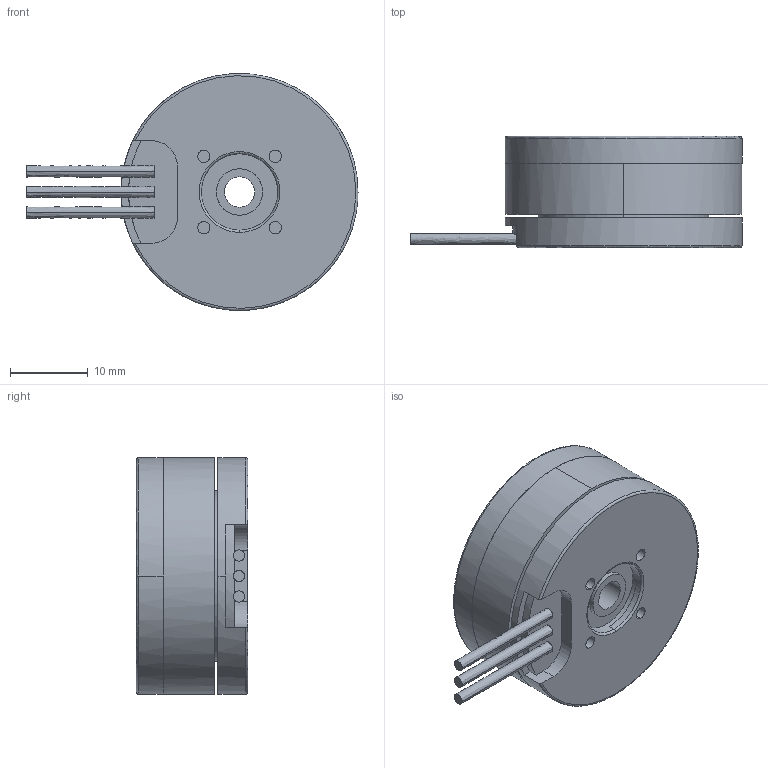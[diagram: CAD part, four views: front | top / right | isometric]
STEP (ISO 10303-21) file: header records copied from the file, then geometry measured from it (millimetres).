
FILE_DESCRIPTION(('FreeCAD Model'),'2;1');
FILE_NAME('Open CASCADE Shape Model','2025-04-27T05:49:06',('FreeCAD'),( 'FreeCAD'),'Open CASCADE STEP processor 7.6','FreeCAD','Unknown');
FILE_SCHEMA(('AUTOMOTIVE_DESIGN { 1 0 10303 214 1 1 1 1 }'));
Length unit declared in the file: millimetre
Products named in the file (1): Open CASCADE STEP translator 7.6 1
Bounding box: 42.65 x 14.33 x 30.44 mm (x, y, z)
Volume: 9867.2 mm3; surface area: 4056.9 mm2
Topology: 1 solids, 1 shells, 72 faces, 169 edges, 112 vertices
Faces by surface type: bspline 72
Entity records: 2313 total; most frequent: CARTESIAN_POINT 1334, ORIENTED_EDGE 338, EDGE_CURVE 169, VERTEX_POINT 112, FACE_BOUND 87, EDGE_LOOP 87, ADVANCED_FACE 72, B_SPLINE_CURVE_WITH_KNOTS 71
